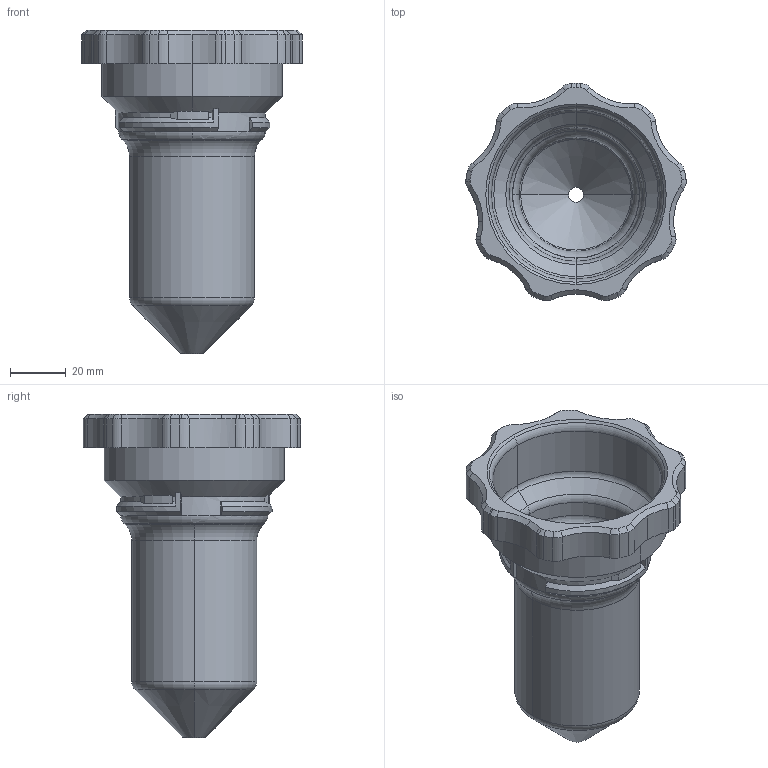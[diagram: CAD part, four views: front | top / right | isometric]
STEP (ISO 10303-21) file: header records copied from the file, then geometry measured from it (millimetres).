
FILE_DESCRIPTION (( 'STEP AP203' ), '1' );
FILE_NAME ('Jiffy-7_41_Pot_Raw.STEP', '2020-11-29T12:43:51', ( '' ), ( '' ), '', '', '' );
FILE_SCHEMA (( 'CONFIG_CONTROL_DESIGN' ));
Length unit declared in the file: millimetre
Products named in the file (1): Jiffy-7_41_Pot_Raw
Bounding box: 79.38 x 78.36 x 116.38 mm (x, y, z)
Volume: 44159.4 mm3; surface area: 42637.6 mm2
Topology: 1 solids, 1 shells, 259 faces, 653 edges, 396 vertices
Faces by surface type: cylinder 104, cone 64, torus 62, plane 29
Entity records: 8117 total; most frequent: DIRECTION 1584, CARTESIAN_POINT 1507, ORIENTED_EDGE 1306, AXIS2_PLACEMENT_3D 687, EDGE_CURVE 653, CIRCLE 427, VERTEX_POINT 396, EDGE_LOOP 261
